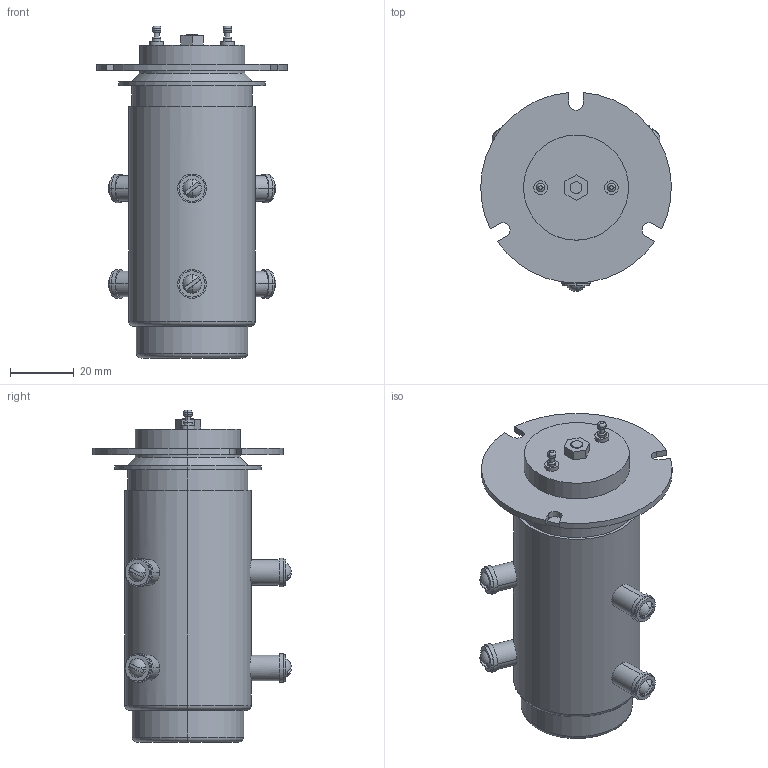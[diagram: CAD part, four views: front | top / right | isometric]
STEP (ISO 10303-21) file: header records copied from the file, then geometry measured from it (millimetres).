
FILE_DESCRIPTION (( 'STEP AP214' ), '1' );
FILE_NAME ('G23WF_step_121713.STEP', '2013-12-18T00:19:57', ( 'User' ), ( '' ), 'SwSTEP 2.0', 'SolidWorks 2013', '' );
FILE_SCHEMA (( 'AUTOMOTIVE_DESIGN' ));
Length unit declared in the file: inch
Products named in the file (1): G23WF_step_121713
Bounding box: 59.85 x 62.31 x 104.24 mm (x, y, z)
Volume: 121928.2 mm3; surface area: 21123.8 mm2
Topology: 1 solids, 1 shells, 170 faces, 366 edges, 238 vertices
Faces by surface type: cylinder 74, plane 66, torus 24, sphere 4, cone 2
Entity records: 5378 total; most frequent: CARTESIAN_POINT 1339, DIRECTION 894, ORIENTED_EDGE 732, AXIS2_PLACEMENT_3D 385, EDGE_CURVE 366, VERTEX_POINT 238, CIRCLE 214, EDGE_LOOP 210
